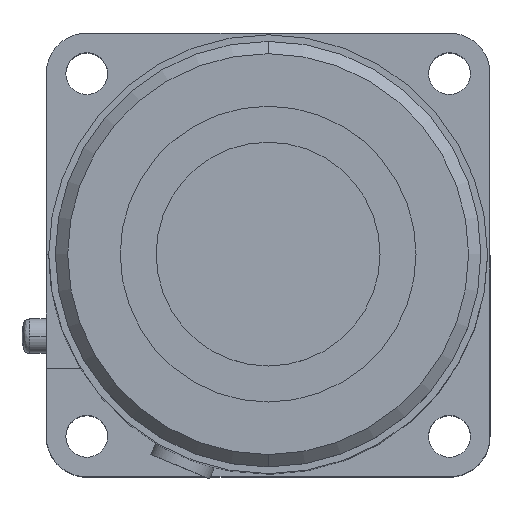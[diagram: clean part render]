
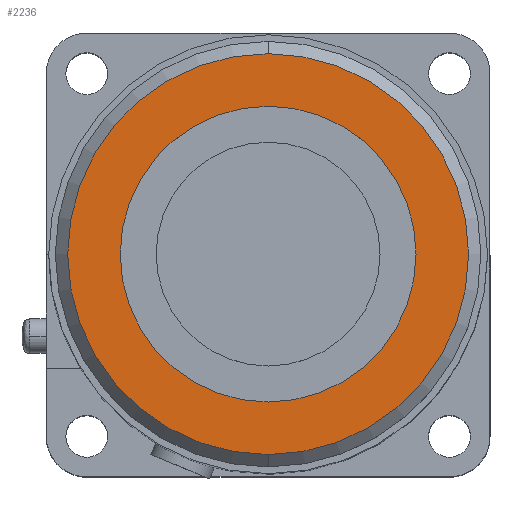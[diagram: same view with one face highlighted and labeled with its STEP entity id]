
A CAD part, top view. The second image highlights one B-rep face of the part: STEP entity #2236.
In plain terms, the highlighted planar face has unit normal (0, 0, 1).
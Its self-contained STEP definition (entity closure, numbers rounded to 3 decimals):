
#295 = DIRECTION ( 'NONE',  ( 0., 1., 0. ) ) ;
#822 = AXIS2_PLACEMENT_3D ( 'NONE', #2672, #2028, #1410 ) ;
#932 = DIRECTION ( 'NONE',  ( 0., 0., -1. ) ) ;
#1168 = ORIENTED_EDGE ( 'NONE', *, *, #1811, .T. ) ;
#1320 = CIRCLE ( 'NONE', #3340, 40.65 ) ;
#1382 = VERTEX_POINT ( 'NONE', #5704 ) ;
#1410 = DIRECTION ( 'NONE',  ( 1., 0., 0. ) ) ;
#1485 = EDGE_CURVE ( 'NONE', #1914, #4451, #1320, .T. ) ;
#1739 = CIRCLE ( 'NONE', #2584, 40.65 ) ;
#1811 = EDGE_CURVE ( 'NONE', #1382, #5123, #5348, .T. ) ;
#1854 = EDGE_CURVE ( 'NONE', #4451, #1914, #1739, .T. ) ;
#1914 = VERTEX_POINT ( 'NONE', #2069 ) ;
#2028 = DIRECTION ( 'NONE',  ( 0., 0., -1. ) ) ;
#2069 = CARTESIAN_POINT ( 'NONE',  ( 0., 40.65, 105. ) ) ;
#2236 = ADVANCED_FACE ( 'NONE', ( #5227, #4926 ), #5846, .T. ) ;
#2584 = AXIS2_PLACEMENT_3D ( 'NONE', #4254, #3634, #3006 ) ;
#2672 = CARTESIAN_POINT ( 'NONE',  ( 0., 0., 105. ) ) ;
#2833 = CARTESIAN_POINT ( 'NONE',  ( 0., 0., 105. ) ) ;
#3006 = DIRECTION ( 'NONE',  ( 0., 1., 0. ) ) ;
#3340 = AXIS2_PLACEMENT_3D ( 'NONE', #2833, #932, #295 ) ;
#3634 = DIRECTION ( 'NONE',  ( 0., 0., -1. ) ) ;
#3639 = CIRCLE ( 'NONE', #5849, 30. ) ;
#3782 = EDGE_LOOP ( 'NONE', ( #5400, #5337 ) ) ;
#4042 = DIRECTION ( 'NONE',  ( 1., 0., 0. ) ) ;
#4170 = CARTESIAN_POINT ( 'NONE',  ( 0., -40.65, 105. ) ) ;
#4254 = CARTESIAN_POINT ( 'NONE',  ( 0., 0., 105. ) ) ;
#4285 = ORIENTED_EDGE ( 'NONE', *, *, #4805, .T. ) ;
#4451 = VERTEX_POINT ( 'NONE', #4170 ) ;
#4659 = DIRECTION ( 'NONE',  ( 0., 0., 1. ) ) ;
#4692 = CARTESIAN_POINT ( 'NONE',  ( 30., 0., 105. ) ) ;
#4728 = DIRECTION ( 'NONE',  ( 1., 0., 0. ) ) ;
#4805 = EDGE_CURVE ( 'NONE', #5123, #1382, #3639, .T. ) ;
#4907 = EDGE_LOOP ( 'NONE', ( #4285, #1168 ) ) ;
#4926 = FACE_BOUND ( 'NONE', #4907, .T. ) ;
#5123 = VERTEX_POINT ( 'NONE', #4692 ) ;
#5227 = FACE_OUTER_BOUND ( 'NONE', #3782, .T. ) ;
#5244 = CARTESIAN_POINT ( 'NONE',  ( 0., 40.65, 105. ) ) ;
#5317 = DIRECTION ( 'NONE',  ( 0., 0., -1. ) ) ;
#5337 = ORIENTED_EDGE ( 'NONE', *, *, #1854, .F. ) ;
#5348 = CIRCLE ( 'NONE', #822, 30. ) ;
#5400 = ORIENTED_EDGE ( 'NONE', *, *, #1485, .F. ) ;
#5704 = CARTESIAN_POINT ( 'NONE',  ( -30., 0., 105. ) ) ;
#5835 = AXIS2_PLACEMENT_3D ( 'NONE', #5244, #4659, #4042 ) ;
#5846 = PLANE ( 'NONE',  #5835 ) ;
#5849 = AXIS2_PLACEMENT_3D ( 'NONE', #5934, #5317, #4728 ) ;
#5934 = CARTESIAN_POINT ( 'NONE',  ( 0., 0., 105. ) ) ;
